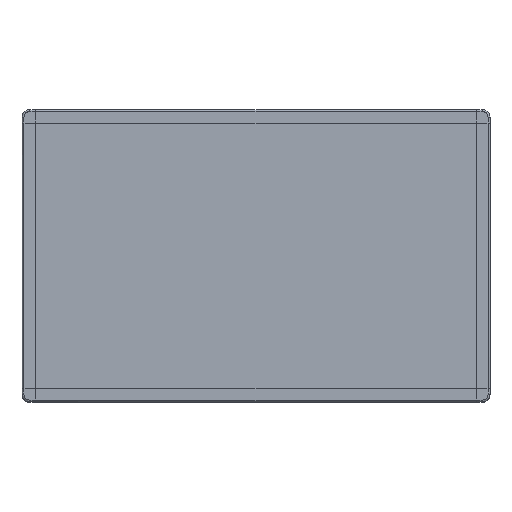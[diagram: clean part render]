
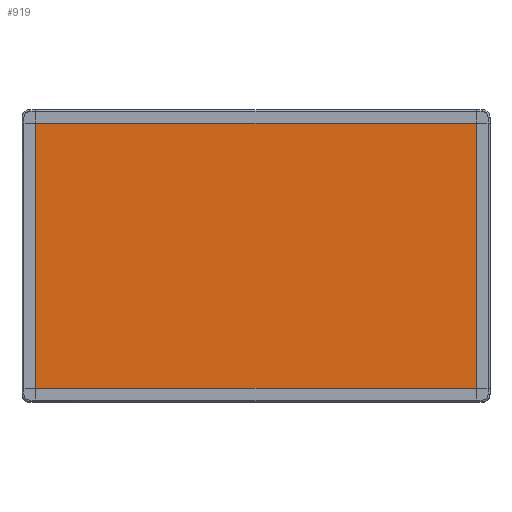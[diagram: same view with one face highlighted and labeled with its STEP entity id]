
A CAD part, top view. The second image highlights one B-rep face of the part: STEP entity #919.
In plain terms, the highlighted planar face has unit normal (0, 0, 1).
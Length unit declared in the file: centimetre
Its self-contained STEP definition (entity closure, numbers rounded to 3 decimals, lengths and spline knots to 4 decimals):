
#919=ADVANCED_FACE('',(#1258),#5575,.T.);
#1258=FACE_OUTER_BOUND('',#1608,.T.);
#1608=EDGE_LOOP('',(#3144,#3145,#3146,#3147));
#3144=ORIENTED_EDGE('',*,*,#3962,.T.);
#3145=ORIENTED_EDGE('',*,*,#3963,.T.);
#3146=ORIENTED_EDGE('',*,*,#3964,.T.);
#3147=ORIENTED_EDGE('',*,*,#3965,.T.);
#3962=EDGE_CURVE('',#5248,#5249,#4699,.T.);
#3963=EDGE_CURVE('',#5249,#5250,#4700,.T.);
#3964=EDGE_CURVE('',#5250,#5247,#4701,.T.);
#3965=EDGE_CURVE('',#5247,#5248,#4702,.T.);
#4699=B_SPLINE_CURVE_WITH_KNOTS('',1,(#9155,#9156),.UNSPECIFIED.,.F.,.F.,
(2,2),(1750.,2430.),.UNSPECIFIED.);
#4700=B_SPLINE_CURVE_WITH_KNOTS('',1,(#9157,#9158),.UNSPECIFIED.,.F.,.F.,
(2,2),(2530.,3660.),.UNSPECIFIED.);
#4701=B_SPLINE_CURVE_WITH_KNOTS('',1,(#9159,#9160),.UNSPECIFIED.,.F.,.F.,
(2,2),(4280.,4960.),.UNSPECIFIED.);
#4702=B_SPLINE_CURVE_WITH_KNOTS('',1,(#9161,#9162),.UNSPECIFIED.,.F.,.F.,
(2,2),(0.,1130.),.UNSPECIFIED.);
#5247=VERTEX_POINT('',#9151);
#5248=VERTEX_POINT('',#9152);
#5249=VERTEX_POINT('',#9153);
#5250=VERTEX_POINT('',#9154);
#5575=PLANE('',#5947);
#5947=AXIS2_PLACEMENT_3D('',#9150,#6285,$);
#6285=DIRECTION('',(0.,0.,1.));
#9150=CARTESIAN_POINT('',(-62.,-6.5,72.));
#9151=CARTESIAN_POINT('',(0.,3.5,72.));
#9152=CARTESIAN_POINT('',(113.,3.5,72.));
#9153=CARTESIAN_POINT('',(113.,71.5,72.));
#9154=CARTESIAN_POINT('',(0.,71.5,72.));
#9155=CARTESIAN_POINT('',(113.,3.5,72.));
#9156=CARTESIAN_POINT('',(113.,71.5,72.));
#9157=CARTESIAN_POINT('',(113.,71.5,72.));
#9158=CARTESIAN_POINT('',(0.,71.5,72.));
#9159=CARTESIAN_POINT('',(0.,71.5,72.));
#9160=CARTESIAN_POINT('',(0.,3.5,72.));
#9161=CARTESIAN_POINT('',(0.,3.5,72.));
#9162=CARTESIAN_POINT('',(113.,3.5,72.));
